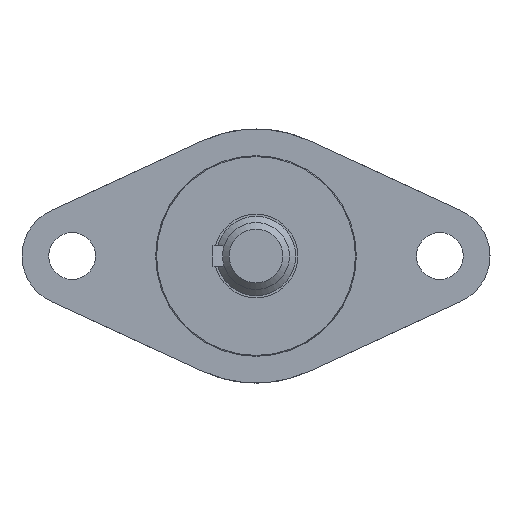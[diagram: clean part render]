
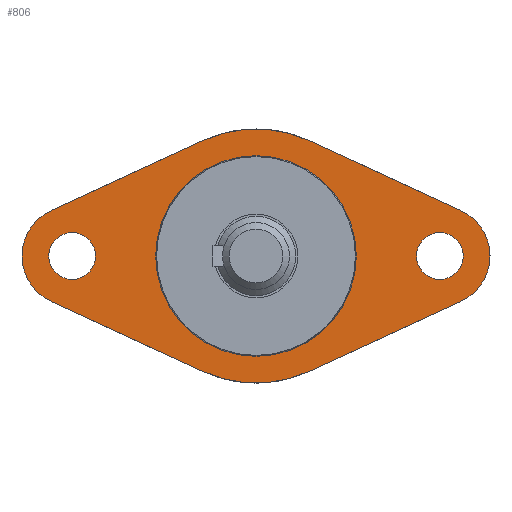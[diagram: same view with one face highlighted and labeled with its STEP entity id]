
A CAD part, left-side view. The second image highlights one B-rep face of the part: STEP entity #806.
In plain terms, the highlighted planar face has unit normal (-1, 0, 0).
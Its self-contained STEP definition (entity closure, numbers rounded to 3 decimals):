
#698=CARTESIAN_POINT('',(-116.9,25.,0.));
#699=DIRECTION('',(-1.0,0.0,0.0));
#700=DIRECTION('',(0.0,0.0,1.0));
#701=AXIS2_PLACEMENT_3D('',#698,#699,#700);
#702=PLANE('',#701);
#703=CARTESIAN_POINT('',(-116.9,-30.636,-6.813));
#704=VERTEX_POINT('',#703);
#705=CARTESIAN_POINT('',(-116.9,-30.636,6.813));
#706=VERTEX_POINT('',#705);
#707=CARTESIAN_POINT('',(-116.9,-27.5,0.));
#708=DIRECTION('',(-1.0,0.,0.));
#709=DIRECTION('',(0.,-0.418,0.908));
#710=AXIS2_PLACEMENT_3D('',#707,#708,#709);
#711=CIRCLE('',#710,7.5);
#712=EDGE_CURVE('',#704,#706,#711,.T.);
#713=ORIENTED_EDGE('',*,*,#712,.T.);
#714=CARTESIAN_POINT('',(-116.9,-7.945,17.259));
#715=VERTEX_POINT('',#714);
#716=CARTESIAN_POINT('',(-116.9,-30.636,6.813));
#717=DIRECTION('',(0.,0.908,0.418));
#718=VECTOR('',#717,24.98);
#719=LINE('',#716,#718);
#720=EDGE_CURVE('',#706,#715,#719,.T.);
#721=ORIENTED_EDGE('',*,*,#720,.T.);
#722=CARTESIAN_POINT('',(-116.9,7.945,17.259));
#723=VERTEX_POINT('',#722);
#724=CARTESIAN_POINT('',(-116.9,0.,0.));
#725=DIRECTION('',(-1.0,0.0,0.0));
#726=DIRECTION('',(0.0,0.0,1.0));
#727=AXIS2_PLACEMENT_3D('',#724,#725,#726);
#728=CIRCLE('',#727,19.);
#729=EDGE_CURVE('',#715,#723,#728,.T.);
#730=ORIENTED_EDGE('',*,*,#729,.T.);
#731=CARTESIAN_POINT('',(-116.9,30.636,6.813));
#732=VERTEX_POINT('',#731);
#733=CARTESIAN_POINT('',(-116.9,7.945,17.259));
#734=DIRECTION('',(0.,0.908,-0.418));
#735=VECTOR('',#734,24.98);
#736=LINE('',#733,#735);
#737=EDGE_CURVE('',#723,#732,#736,.T.);
#738=ORIENTED_EDGE('',*,*,#737,.T.);
#739=CARTESIAN_POINT('',(-116.9,30.636,-6.813));
#740=VERTEX_POINT('',#739);
#741=CARTESIAN_POINT('',(-116.9,27.5,0.));
#742=DIRECTION('',(-1.0,0.,0.));
#743=DIRECTION('',(0.,0.418,-0.908));
#744=AXIS2_PLACEMENT_3D('',#741,#742,#743);
#745=CIRCLE('',#744,7.5);
#746=EDGE_CURVE('',#732,#740,#745,.T.);
#747=ORIENTED_EDGE('',*,*,#746,.T.);
#748=CARTESIAN_POINT('',(-116.9,7.945,-17.259));
#749=VERTEX_POINT('',#748);
#750=CARTESIAN_POINT('',(-116.9,30.636,-6.813));
#751=DIRECTION('',(0.,-0.908,-0.418));
#752=VECTOR('',#751,24.98);
#753=LINE('',#750,#752);
#754=EDGE_CURVE('',#740,#749,#753,.T.);
#755=ORIENTED_EDGE('',*,*,#754,.T.);
#756=CARTESIAN_POINT('',(-116.9,-7.945,-17.259));
#757=VERTEX_POINT('',#756);
#758=CARTESIAN_POINT('',(-116.9,0.,0.));
#759=DIRECTION('',(-1.0,0.0,0.0));
#760=DIRECTION('',(0.0,0.0,1.0));
#761=AXIS2_PLACEMENT_3D('',#758,#759,#760);
#762=CIRCLE('',#761,19.);
#763=EDGE_CURVE('',#749,#757,#762,.T.);
#764=ORIENTED_EDGE('',*,*,#763,.T.);
#765=CARTESIAN_POINT('',(-116.9,-7.945,-17.259));
#766=DIRECTION('',(0.,-0.908,0.418));
#767=VECTOR('',#766,24.98);
#768=LINE('',#765,#767);
#769=EDGE_CURVE('',#757,#704,#768,.T.);
#770=ORIENTED_EDGE('',*,*,#769,.T.);
#771=EDGE_LOOP('',(#713,#721,#730,#738,#747,#755,#764,#770));
#772=FACE_OUTER_BOUND('',#771,.T.);
#773=CARTESIAN_POINT('',(-116.9,27.5,-3.5));
#774=VERTEX_POINT('',#773);
#775=CARTESIAN_POINT('',(-116.9,27.5,0.));
#776=DIRECTION('',(1.0,0.0,0.0));
#777=DIRECTION('',(0.0,0.0,1.0));
#778=AXIS2_PLACEMENT_3D('',#775,#776,#777);
#779=CIRCLE('',#778,3.5);
#780=EDGE_CURVE('',#774,#774,#779,.T.);
#781=ORIENTED_EDGE('',*,*,#780,.T.);
#782=EDGE_LOOP('',(#781));
#783=FACE_BOUND('',#782,.T.);
#784=CARTESIAN_POINT('',(-116.9,-27.5,-3.5));
#785=VERTEX_POINT('',#784);
#786=CARTESIAN_POINT('',(-116.9,-27.5,0.));
#787=DIRECTION('',(1.0,0.0,0.0));
#788=DIRECTION('',(0.0,0.0,1.0));
#789=AXIS2_PLACEMENT_3D('',#786,#787,#788);
#790=CIRCLE('',#789,3.5);
#791=EDGE_CURVE('',#785,#785,#790,.T.);
#792=ORIENTED_EDGE('',*,*,#791,.T.);
#793=EDGE_LOOP('',(#792));
#794=FACE_BOUND('',#793,.T.);
#795=CARTESIAN_POINT('',(-116.9,15.,0.));
#796=VERTEX_POINT('',#795);
#797=CARTESIAN_POINT('',(-116.9,0.,0.));
#798=DIRECTION('',(1.0,0.0,0.0));
#799=DIRECTION('',(0.0,1.0,0.0));
#800=AXIS2_PLACEMENT_3D('',#797,#798,#799);
#801=CIRCLE('',#800,15.);
#802=EDGE_CURVE('',#796,#796,#801,.T.);
#803=ORIENTED_EDGE('',*,*,#802,.T.);
#804=EDGE_LOOP('',(#803));
#805=FACE_BOUND('',#804,.T.);
#806=ADVANCED_FACE('',(#772,#783,#794,#805),#702,.T.);
